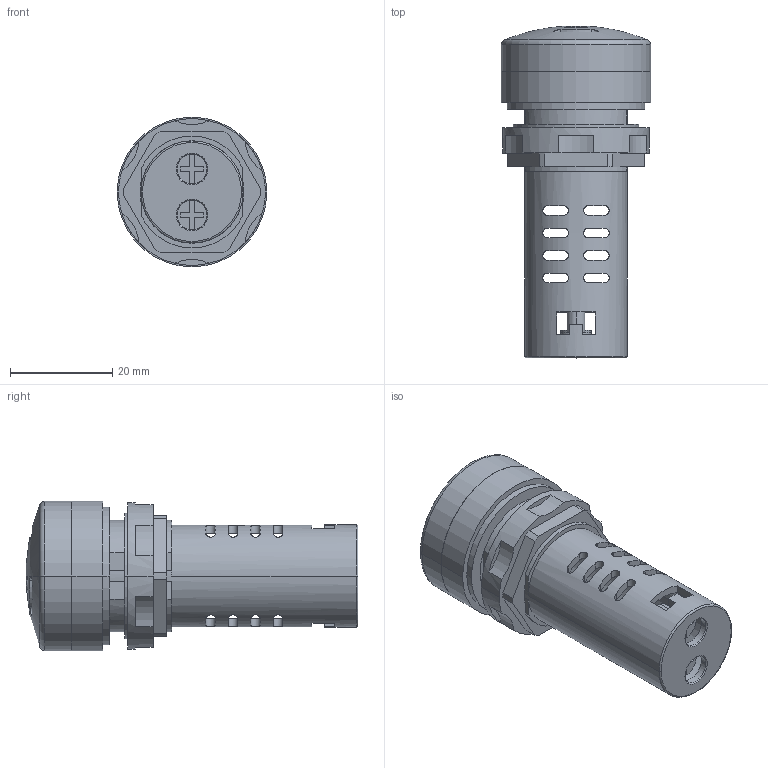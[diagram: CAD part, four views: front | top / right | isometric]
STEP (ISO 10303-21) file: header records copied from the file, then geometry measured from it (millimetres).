
FILE_DESCRIPTION((''),'2;1');
FILE_NAME('AD127-22SM-IP65','2023-12-25T',('Administrator'),('zyb.com'),'PRO/ENGINEER BY PARAMETRIC TECHNOLOGY CORPORATION, 2010280','PRO/ENGINEER BY PARAMETRIC TECHNOLOGY CORPORATION, 2010280','');
FILE_SCHEMA(('CONFIG_CONTROL_DESIGN','SHAPE_APPEARANCE_LAYERS_GROUPS'));
Length unit declared in the file: millimetre
Products named in the file (1): AD127-22SM-IP65
Bounding box: 29.3 x 64.98 x 29.3 mm (x, y, z)
Volume: 14332.7 mm3; surface area: 11072.2 mm2
Topology: 3 solids, 3 shells, 240 faces, 654 edges, 430 vertices
Faces by surface type: cylinder 116, plane 114, torus 4, cone 4, sphere 2
Entity records: 10747 total; most frequent: CARTESIAN_POINT 2431, DIRECTION 1324, ORIENTED_EDGE 1300, PRESENTATION_STYLE_ASSIGNMENT 653, STYLED_ITEM 653, CURVE_STYLE 650, EDGE_CURVE 650, AXIS2_PLACEMENT_3D 514
